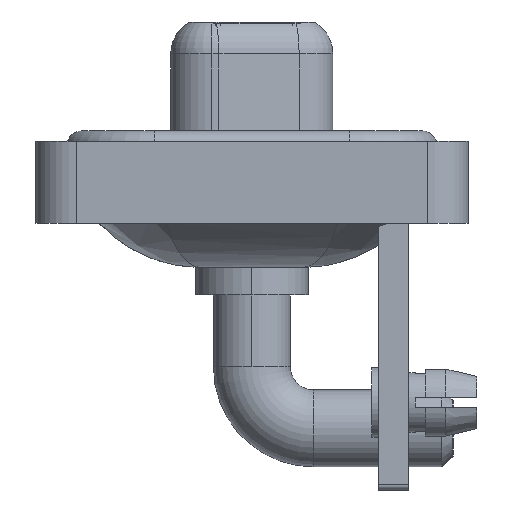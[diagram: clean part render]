
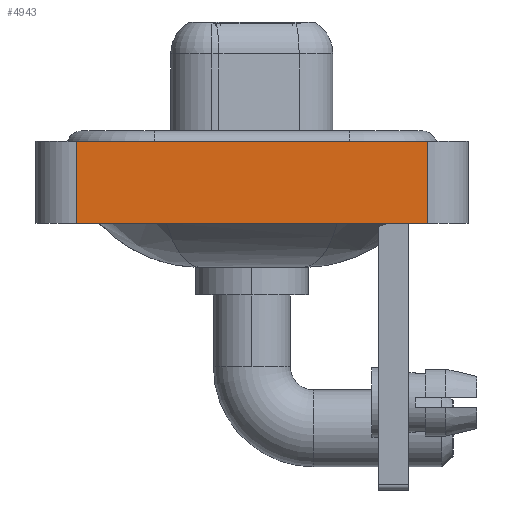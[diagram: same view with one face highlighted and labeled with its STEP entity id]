
A CAD part, left-side view. The second image highlights one B-rep face of the part: STEP entity #4943.
In plain terms, the highlighted planar face has unit normal (-1, 0, 0).
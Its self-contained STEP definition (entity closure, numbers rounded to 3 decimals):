
#588 = CARTESIAN_POINT ( 'NONE',  ( -7.25, -8.55, -3.6 ) ) ;
#882 = VECTOR ( 'NONE', #6285, 1000. ) ;
#1301 = ORIENTED_EDGE ( 'NONE', *, *, #5780, .F. ) ;
#1360 = CARTESIAN_POINT ( 'NONE',  ( -7.25, 8.55, -3.6 ) ) ;
#1840 = VECTOR ( 'NONE', #3507, 1000. ) ;
#2145 = LINE ( 'NONE', #588, #1840 ) ;
#2238 = LINE ( 'NONE', #7843, #15066 ) ;
#2701 = FACE_OUTER_BOUND ( 'NONE', #13188, .T. ) ;
#2800 = DIRECTION ( 'NONE',  ( -1., 0., 0. ) ) ;
#3239 = VERTEX_POINT ( 'NONE', #18119 ) ;
#3507 = DIRECTION ( 'NONE',  ( 0., -1., 0. ) ) ;
#3574 = VECTOR ( 'NONE', #14899, 1000. ) ;
#3663 = CARTESIAN_POINT ( 'NONE',  ( -7.25, -8.55, -3.6 ) ) ;
#4896 = CARTESIAN_POINT ( 'NONE',  ( -7.25, -8.55, 0.4 ) ) ;
#4943 = ADVANCED_FACE ( 'NONE', ( #2701 ), #14690, .T. ) ;
#5780 = EDGE_CURVE ( 'NONE', #9655, #3239, #16381, .T. ) ;
#6285 = DIRECTION ( 'NONE',  ( 0., -1., 0. ) ) ;
#7843 = CARTESIAN_POINT ( 'NONE',  ( -7.25, -8.55, -3.6 ) ) ;
#8224 = DIRECTION ( 'NONE',  ( 0., 0., 1. ) ) ;
#8671 = VERTEX_POINT ( 'NONE', #19004 ) ;
#8809 = DIRECTION ( 'NONE',  ( 0., 0., 1. ) ) ;
#9434 = LINE ( 'NONE', #4896, #882 ) ;
#9655 = VERTEX_POINT ( 'NONE', #16667 ) ;
#10283 = CARTESIAN_POINT ( 'NONE',  ( -7.25, -8.55, -3.6 ) ) ;
#11199 = EDGE_CURVE ( 'NONE', #15219, #8671, #2238, .T. ) ;
#11720 = ORIENTED_EDGE ( 'NONE', *, *, #11199, .T. ) ;
#12339 = AXIS2_PLACEMENT_3D ( 'NONE', #10283, #2800, #8809 ) ;
#13171 = EDGE_CURVE ( 'NONE', #9655, #15219, #2145, .T. ) ;
#13188 = EDGE_LOOP ( 'NONE', ( #11720, #14272, #1301, #13625 ) ) ;
#13625 = ORIENTED_EDGE ( 'NONE', *, *, #13171, .T. ) ;
#14272 = ORIENTED_EDGE ( 'NONE', *, *, #17349, .F. ) ;
#14690 = PLANE ( 'NONE',  #12339 ) ;
#14899 = DIRECTION ( 'NONE',  ( 0., 0., 1. ) ) ;
#15066 = VECTOR ( 'NONE', #8224, 1000. ) ;
#15219 = VERTEX_POINT ( 'NONE', #3663 ) ;
#16381 = LINE ( 'NONE', #1360, #3574 ) ;
#16667 = CARTESIAN_POINT ( 'NONE',  ( -7.25, 8.55, -3.6 ) ) ;
#17349 = EDGE_CURVE ( 'NONE', #3239, #8671, #9434, .T. ) ;
#18119 = CARTESIAN_POINT ( 'NONE',  ( -7.25, 8.55, 0.4 ) ) ;
#19004 = CARTESIAN_POINT ( 'NONE',  ( -7.25, -8.55, 0.4 ) ) ;
